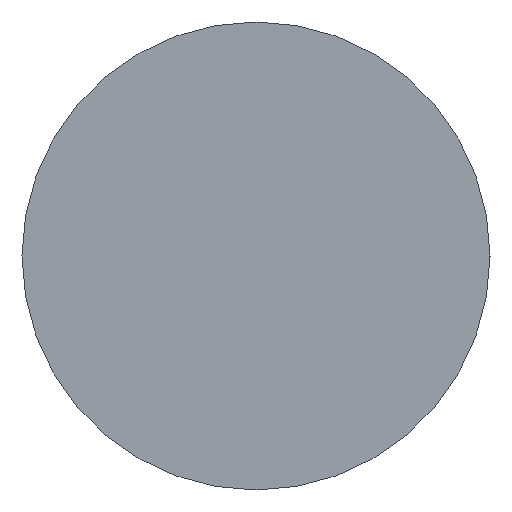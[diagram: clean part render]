
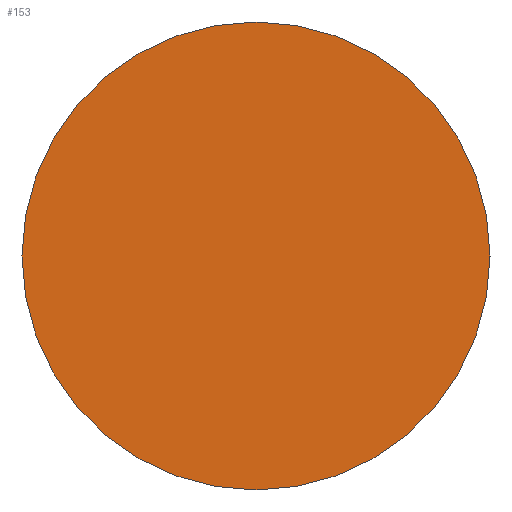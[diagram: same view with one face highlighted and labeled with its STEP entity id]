
A CAD part, left-side view. The second image highlights one B-rep face of the part: STEP entity #153.
In plain terms, the highlighted planar face has unit normal (-1, 0, 0).
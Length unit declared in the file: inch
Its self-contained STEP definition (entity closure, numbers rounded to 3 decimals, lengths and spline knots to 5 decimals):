
#6 = DIRECTION ( 'NONE',  ( -1., 0., 0. ) ) ;
#56 = CIRCLE ( 'NONE', #245, 0.125 ) ;
#57 = DIRECTION ( 'NONE',  ( 0., -1., 0. ) ) ;
#61 = DIRECTION ( 'NONE',  ( 1., 0., 0. ) ) ;
#83 = DIRECTION ( 'NONE',  ( 0., -1., 0. ) ) ;
#90 = EDGE_CURVE ( 'NONE', #328, #177, #292, .T. ) ;
#113 = ORIENTED_EDGE ( 'NONE', *, *, #242, .T. ) ;
#115 = ORIENTED_EDGE ( 'NONE', *, *, #90, .T. ) ;
#138 = CARTESIAN_POINT ( 'NONE',  ( 0., 0.125, 0. ) ) ;
#143 = AXIS2_PLACEMENT_3D ( 'NONE', #187, #61, #243 ) ;
#153 = ADVANCED_FACE ( 'NONE', ( #291 ), #318, .F. ) ;
#177 = VERTEX_POINT ( 'NONE', #138 ) ;
#187 = CARTESIAN_POINT ( 'NONE',  ( 0., 0., 0. ) ) ;
#200 = AXIS2_PLACEMENT_3D ( 'NONE', #284, #234, #57 ) ;
#234 = DIRECTION ( 'NONE',  ( -1., 0., 0. ) ) ;
#237 = CARTESIAN_POINT ( 'NONE',  ( 0., 0., 0. ) ) ;
#242 = EDGE_CURVE ( 'NONE', #177, #328, #56, .T. ) ;
#243 = DIRECTION ( 'NONE',  ( 0., 1., 0. ) ) ;
#245 = AXIS2_PLACEMENT_3D ( 'NONE', #237, #6, #83 ) ;
#270 = CARTESIAN_POINT ( 'NONE',  ( 0., -0.125, 0. ) ) ;
#284 = CARTESIAN_POINT ( 'NONE',  ( 0., 0., 0. ) ) ;
#289 = EDGE_LOOP ( 'NONE', ( #115, #113 ) ) ;
#291 = FACE_OUTER_BOUND ( 'NONE', #289, .T. ) ;
#292 = CIRCLE ( 'NONE', #200, 0.125 ) ;
#318 = PLANE ( 'NONE',  #143 ) ;
#328 = VERTEX_POINT ( 'NONE', #270 ) ;
